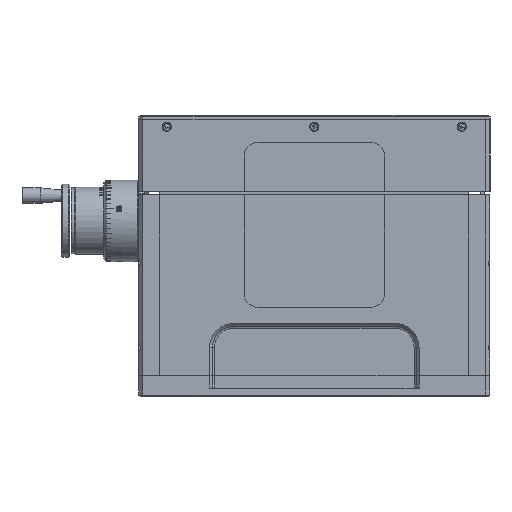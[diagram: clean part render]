
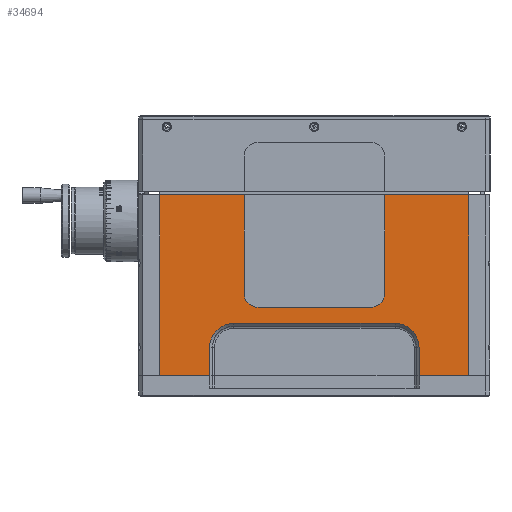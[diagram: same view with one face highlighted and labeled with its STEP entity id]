
A CAD part, left-side view. The second image highlights one B-rep face of the part: STEP entity #34694.
In plain terms, the highlighted planar face has unit normal (-1, 0, 0).
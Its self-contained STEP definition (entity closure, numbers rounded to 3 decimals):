
#158 = CARTESIAN_POINT ( 'NONE',  ( -160., -57.5, 35. ) ) ;
#694 = CARTESIAN_POINT ( 'NONE',  ( -160., -40., 73.5 ) ) ;
#843 = DIRECTION ( 'NONE',  ( 0., 0., -1. ) ) ;
#893 = DIRECTION ( 'NONE',  ( 0., 0., 1. ) ) ;
#1124 = CARTESIAN_POINT ( 'NONE',  ( -160., 110., 143.5 ) ) ;
#1255 = DIRECTION ( 'NONE',  ( 0., 0., -1. ) ) ;
#1783 = CARTESIAN_POINT ( 'NONE',  ( -160., -50., 143.5 ) ) ;
#2567 = DIRECTION ( 'NONE',  ( 0., -1., 0. ) ) ;
#2569 = ORIENTED_EDGE ( 'NONE', *, *, #37268, .T. ) ;
#2729 = EDGE_CURVE ( 'NONE', #56519, #4362, #42703, .T. ) ;
#2960 = CARTESIAN_POINT ( 'NONE',  ( -160., 110., 143.5 ) ) ;
#3246 = ORIENTED_EDGE ( 'NONE', *, *, #2729, .F. ) ;
#4052 = ORIENTED_EDGE ( 'NONE', *, *, #36761, .F. ) ;
#4338 = VECTOR ( 'NONE', #46321, 1000. ) ;
#4362 = VERTEX_POINT ( 'NONE', #7674 ) ;
#4514 = DIRECTION ( 'NONE',  ( 0., 0., 1. ) ) ;
#4639 = LINE ( 'NONE', #47704, #25028 ) ;
#4998 = CARTESIAN_POINT ( 'NONE',  ( -160., -50., 63.5 ) ) ;
#5844 = DIRECTION ( 'NONE',  ( 1., 0., 0. ) ) ;
#5850 = CARTESIAN_POINT ( 'NONE',  ( -160., 0., 99. ) ) ;
#5984 = CARTESIAN_POINT ( 'NONE',  ( -160., -110., 183. ) ) ;
#6549 = CARTESIAN_POINT ( 'NONE',  ( -160., -57.5, 52. ) ) ;
#6733 = ORIENTED_EDGE ( 'NONE', *, *, #32901, .F. ) ;
#7674 = CARTESIAN_POINT ( 'NONE',  ( -160., 50., 143.5 ) ) ;
#8310 = EDGE_LOOP ( 'NONE', ( #35010, #51084, #53410, #28695, #13024, #34543, #18574, #30719, #17218, #4052, #3246, #6733, #56033, #2569, #36161, #54342 ) ) ;
#9282 = LINE ( 'NONE', #1783, #50833 ) ;
#9428 = DIRECTION ( 'NONE',  ( 1., 0., 0. ) ) ;
#9659 = VECTOR ( 'NONE', #18283, 1000. ) ;
#9774 = DIRECTION ( 'NONE',  ( 0., 0., 1. ) ) ;
#12708 = VECTOR ( 'NONE', #843, 1000. ) ;
#12789 = EDGE_CURVE ( 'NONE', #27721, #37645, #26100, .T. ) ;
#12872 = DIRECTION ( 'NONE',  ( 1., 0., 0. ) ) ;
#13024 = ORIENTED_EDGE ( 'NONE', *, *, #28706, .F. ) ;
#13522 = CARTESIAN_POINT ( 'NONE',  ( -160., 74.5, 35. ) ) ;
#13731 = EDGE_CURVE ( 'NONE', #41250, #56308, #51200, .T. ) ;
#14656 = EDGE_CURVE ( 'NONE', #57938, #56463, #39724, .T. ) ;
#15279 = EDGE_CURVE ( 'NONE', #28297, #56463, #38834, .T. ) ;
#15463 = CARTESIAN_POINT ( 'NONE',  ( -160., 40., 73.5 ) ) ;
#16316 = CARTESIAN_POINT ( 'NONE',  ( -160., -74.5, 99. ) ) ;
#16415 = AXIS2_PLACEMENT_3D ( 'NONE', #158, #9428, #4514 ) ;
#16822 = EDGE_CURVE ( 'NONE', #46389, #37749, #22560, .T. ) ;
#17218 = ORIENTED_EDGE ( 'NONE', *, *, #57229, .T. ) ;
#17552 = CARTESIAN_POINT ( 'NONE',  ( -160., -110., 15. ) ) ;
#18283 = DIRECTION ( 'NONE',  ( 0., -1., 0. ) ) ;
#18574 = ORIENTED_EDGE ( 'NONE', *, *, #14656, .T. ) ;
#19171 = DIRECTION ( 'NONE',  ( 0., 0., 1. ) ) ;
#20241 = CARTESIAN_POINT ( 'NONE',  ( -160., -57.5, 52. ) ) ;
#20889 = EDGE_CURVE ( 'NONE', #37645, #42112, #23998, .T. ) ;
#21204 = DIRECTION ( 'NONE',  ( 0., 0., -1. ) ) ;
#21308 = VECTOR ( 'NONE', #19171, 1000. ) ;
#22062 = CARTESIAN_POINT ( 'NONE',  ( -160., 57.5, 35. ) ) ;
#22560 = LINE ( 'NONE', #41591, #4338 ) ;
#23015 = CARTESIAN_POINT ( 'NONE',  ( -160., 57.5, 52. ) ) ;
#23410 = VECTOR ( 'NONE', #21204, 1000. ) ;
#23998 = LINE ( 'NONE', #48321, #46553 ) ;
#24257 = LINE ( 'NONE', #45686, #27098 ) ;
#24330 = EDGE_CURVE ( 'NONE', #56308, #42112, #51662, .T. ) ;
#24523 = LINE ( 'NONE', #20241, #38616 ) ;
#24574 = CARTESIAN_POINT ( 'NONE',  ( -160., -110., 143.5 ) ) ;
#25028 = VECTOR ( 'NONE', #30022, 1000. ) ;
#25695 = DIRECTION ( 'NONE',  ( 0., 1., 0. ) ) ;
#26100 = LINE ( 'NONE', #5984, #12708 ) ;
#27098 = VECTOR ( 'NONE', #1255, 1000. ) ;
#27305 = CARTESIAN_POINT ( 'NONE',  ( -160., -40., 63.5 ) ) ;
#27327 = CARTESIAN_POINT ( 'NONE',  ( -160., 74.5, 15. ) ) ;
#27678 = DIRECTION ( 'NONE',  ( 1., 0., 0. ) ) ;
#27694 = EDGE_CURVE ( 'NONE', #37770, #41250, #24523, .T. ) ;
#27721 = VERTEX_POINT ( 'NONE', #24574 ) ;
#28297 = VERTEX_POINT ( 'NONE', #40157 ) ;
#28442 = CARTESIAN_POINT ( 'NONE',  ( -160., 74.5, 99. ) ) ;
#28695 = ORIENTED_EDGE ( 'NONE', *, *, #12789, .F. ) ;
#28706 = EDGE_CURVE ( 'NONE', #34812, #27721, #34238, .T. ) ;
#29738 = DIRECTION ( 'NONE',  ( 0., -1., 0. ) ) ;
#30022 = DIRECTION ( 'NONE',  ( 0., 0., 1. ) ) ;
#30209 = CIRCLE ( 'NONE', #42998, 10. ) ;
#30719 = ORIENTED_EDGE ( 'NONE', *, *, #15279, .F. ) ;
#31164 = CARTESIAN_POINT ( 'NONE',  ( -160., 50., 73.5 ) ) ;
#31405 = AXIS2_PLACEMENT_3D ( 'NONE', #5850, #27678, #9774 ) ;
#31901 = LINE ( 'NONE', #28442, #21308 ) ;
#32901 = EDGE_CURVE ( 'NONE', #37749, #56519, #4639, .T. ) ;
#33032 = DIRECTION ( 'NONE',  ( 0., 0., 1. ) ) ;
#34238 = LINE ( 'NONE', #2960, #50411 ) ;
#34543 = ORIENTED_EDGE ( 'NONE', *, *, #44821, .F. ) ;
#34694 = ADVANCED_FACE ( 'NONE', ( #50755 ), #45939, .F. ) ;
#34812 = VERTEX_POINT ( 'NONE', #51489 ) ;
#35010 = ORIENTED_EDGE ( 'NONE', *, *, #13731, .T. ) ;
#35063 = EDGE_CURVE ( 'NONE', #43744, #37770, #46392, .T. ) ;
#35783 = CARTESIAN_POINT ( 'NONE',  ( -160., -74.5, 15. ) ) ;
#36161 = ORIENTED_EDGE ( 'NONE', *, *, #35063, .T. ) ;
#36296 = DIRECTION ( 'NONE',  ( 0., -1., 0. ) ) ;
#36761 = EDGE_CURVE ( 'NONE', #4362, #45588, #24257, .T. ) ;
#37268 = EDGE_CURVE ( 'NONE', #46389, #43744, #31901, .T. ) ;
#37645 = VERTEX_POINT ( 'NONE', #17552 ) ;
#37749 = VERTEX_POINT ( 'NONE', #40608 ) ;
#37770 = VERTEX_POINT ( 'NONE', #23015 ) ;
#38616 = VECTOR ( 'NONE', #29738, 1000. ) ;
#38834 = LINE ( 'NONE', #4998, #41611 ) ;
#39685 = DIRECTION ( 'NONE',  ( 1., 0., 0. ) ) ;
#39724 = CIRCLE ( 'NONE', #42441, 10. ) ;
#40111 = AXIS2_PLACEMENT_3D ( 'NONE', #22062, #12872, #53573 ) ;
#40157 = CARTESIAN_POINT ( 'NONE',  ( -160., 40., 63.5 ) ) ;
#40608 = CARTESIAN_POINT ( 'NONE',  ( -160., 110., 15. ) ) ;
#41250 = VERTEX_POINT ( 'NONE', #6549 ) ;
#41591 = CARTESIAN_POINT ( 'NONE',  ( -160., 110., 15. ) ) ;
#41611 = VECTOR ( 'NONE', #36296, 1000. ) ;
#42112 = VERTEX_POINT ( 'NONE', #35783 ) ;
#42441 = AXIS2_PLACEMENT_3D ( 'NONE', #694, #39685, #893 ) ;
#42703 = LINE ( 'NONE', #45061, #9659 ) ;
#42998 = AXIS2_PLACEMENT_3D ( 'NONE', #15463, #5844, #50891 ) ;
#43744 = VERTEX_POINT ( 'NONE', #13522 ) ;
#43893 = CARTESIAN_POINT ( 'NONE',  ( -160., -50., 73.5 ) ) ;
#44821 = EDGE_CURVE ( 'NONE', #57938, #34812, #9282, .T. ) ;
#45061 = CARTESIAN_POINT ( 'NONE',  ( -160., 110., 143.5 ) ) ;
#45588 = VERTEX_POINT ( 'NONE', #31164 ) ;
#45686 = CARTESIAN_POINT ( 'NONE',  ( -160., 50., 143.5 ) ) ;
#45939 = PLANE ( 'NONE',  #31405 ) ;
#46321 = DIRECTION ( 'NONE',  ( 0., 1., 0. ) ) ;
#46389 = VERTEX_POINT ( 'NONE', #27327 ) ;
#46392 = CIRCLE ( 'NONE', #40111, 17. ) ;
#46553 = VECTOR ( 'NONE', #25695, 1000. ) ;
#47704 = CARTESIAN_POINT ( 'NONE',  ( -160., 110., 183. ) ) ;
#48321 = CARTESIAN_POINT ( 'NONE',  ( -160., 110., 15. ) ) ;
#50411 = VECTOR ( 'NONE', #2567, 1000. ) ;
#50755 = FACE_OUTER_BOUND ( 'NONE', #8310, .T. ) ;
#50833 = VECTOR ( 'NONE', #33032, 1000. ) ;
#50891 = DIRECTION ( 'NONE',  ( 0., 0., 1. ) ) ;
#51084 = ORIENTED_EDGE ( 'NONE', *, *, #24330, .T. ) ;
#51200 = CIRCLE ( 'NONE', #16415, 17. ) ;
#51489 = CARTESIAN_POINT ( 'NONE',  ( -160., -50., 143.5 ) ) ;
#51662 = LINE ( 'NONE', #16316, #23410 ) ;
#53410 = ORIENTED_EDGE ( 'NONE', *, *, #20889, .F. ) ;
#53573 = DIRECTION ( 'NONE',  ( 0., 0., 1. ) ) ;
#53854 = CARTESIAN_POINT ( 'NONE',  ( -160., -74.5, 35. ) ) ;
#54342 = ORIENTED_EDGE ( 'NONE', *, *, #27694, .T. ) ;
#56033 = ORIENTED_EDGE ( 'NONE', *, *, #16822, .F. ) ;
#56308 = VERTEX_POINT ( 'NONE', #53854 ) ;
#56463 = VERTEX_POINT ( 'NONE', #27305 ) ;
#56519 = VERTEX_POINT ( 'NONE', #1124 ) ;
#57229 = EDGE_CURVE ( 'NONE', #28297, #45588, #30209, .T. ) ;
#57938 = VERTEX_POINT ( 'NONE', #43893 ) ;
